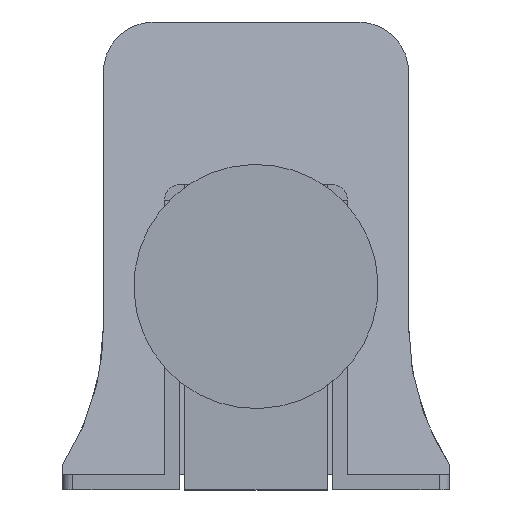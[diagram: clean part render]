
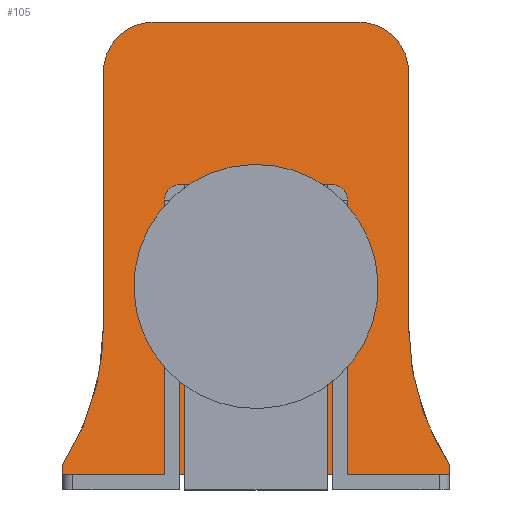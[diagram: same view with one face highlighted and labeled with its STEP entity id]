
A CAD part, front view. The second image highlights one B-rep face of the part: STEP entity #105.
In plain terms, the highlighted face is planar.
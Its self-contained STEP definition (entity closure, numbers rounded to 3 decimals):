
#62 = EDGE_CURVE ( 'NONE', #927, #928, #2830, .T. ) ;
#76 = EDGE_CURVE ( 'NONE', #912, #913, #853, .T. ) ;
#85 = EDGE_CURVE ( 'NONE', #918, #916, #1435, .T. ) ;
#88 = EDGE_CURVE ( 'NONE', #909, #908, #841, .T. ) ;
#96 = EDGE_CURVE ( 'NONE', #918, #917, #831, .T. ) ;
#99 = EDGE_CURVE ( 'NONE', #910, #909, #827, .T. ) ;
#103 = EDGE_CURVE ( 'NONE', #911, #912, #2835, .T. ) ;
#105 = ADVANCED_FACE ( 'NONE', ( #822, #821 ), #283, .F. ) ;
#111 = EDGE_CURVE ( 'NONE', #908, #907, #813, .T. ) ;
#126 = EDGE_CURVE ( 'NONE', #928, #927, #2836, .T. ) ;
#136 = EDGE_CURVE ( 'NONE', #910, #911, #1228, .T. ) ;
#140 = EDGE_CURVE ( 'NONE', #915, #916, #1267, .T. ) ;
#165 = EDGE_CURVE ( 'NONE', #907, #906, #1285, .T. ) ;
#199 = EDGE_CURVE ( 'NONE', #915, #913, #2462, .T. ) ;
#225 = EDGE_CURVE ( 'NONE', #917, #906, #2833, .T. ) ;
#261 = DIRECTION ( 'NONE',  ( -1., 0., 0. ) ) ;
#262 = CARTESIAN_POINT ( 'NONE',  ( -19., -28.5, 31.177 ) ) ;
#280 = DIRECTION ( 'NONE',  ( 0., -0.985, -0.174 ) ) ;
#281 = DIRECTION ( 'NONE',  ( 0., -0.174, 0.985 ) ) ;
#282 = CARTESIAN_POINT ( 'NONE',  ( 19., -28.5, 31.177 ) ) ;
#283 = PLANE ( 'NONE',  #1406 ) ;
#287 = CARTESIAN_POINT ( 'NONE',  ( 15., -13.935, 33.745 ) ) ;
#288 = CARTESIAN_POINT ( 'NONE',  ( 15., -18.781, 32.891 ) ) ;
#289 = CARTESIAN_POINT ( 'NONE',  ( 16.371, -23.429, 32.071 ) ) ;
#290 = CARTESIAN_POINT ( 'NONE',  ( 19., -27.5, 31.353 ) ) ;
#299 = DIRECTION ( 'NONE',  ( -1., 0., 0. ) ) ;
#300 = CARTESIAN_POINT ( 'NONE',  ( 19., -28.5, 31.177 ) ) ;
#306 = DIRECTION ( 'NONE',  ( 0., -0.985, -0.174 ) ) ;
#307 = CARTESIAN_POINT ( 'NONE',  ( -15., -28.5, 31.177 ) ) ;
#326 = DIRECTION ( 'NONE',  ( -1., 0., 0. ) ) ;
#327 = CARTESIAN_POINT ( 'NONE',  ( 19., -28.5, 31.177 ) ) ;
#333 = DIRECTION ( 'NONE',  ( 0., -0.985, -0.174 ) ) ;
#334 = DIRECTION ( 'NONE',  ( 0., 0.174, -0.985 ) ) ;
#335 = CARTESIAN_POINT ( 'NONE',  ( -10., 11.072, 38.155 ) ) ;
#360 = DIRECTION ( 'NONE',  ( 0., 0.985, 0.174 ) ) ;
#361 = CARTESIAN_POINT ( 'NONE',  ( 15., -28.5, 31.177 ) ) ;
#742 = CARTESIAN_POINT ( 'NONE',  ( 5., -10., 34.439 ) ) ;
#753 = CARTESIAN_POINT ( 'NONE',  ( -5., -10., 34.439 ) ) ;
#813 = LINE ( 'NONE', #262, #1399 ) ;
#821 = FACE_OUTER_BOUND ( 'NONE', #1826, .T. ) ;
#822 = FACE_BOUND ( 'NONE', #1791, .T. ) ;
#827 = LINE ( 'NONE', #300, #1411 ) ;
#831 = LINE ( 'NONE', #307, #1415 ) ;
#841 = LINE ( 'NONE', #327, #1425 ) ;
#853 = LINE ( 'NONE', #361, #1440 ) ;
#906 = VERTEX_POINT ( 'NONE', #1059 ) ;
#907 = VERTEX_POINT ( 'NONE', #1057 ) ;
#908 = VERTEX_POINT ( 'NONE', #1056 ) ;
#909 = VERTEX_POINT ( 'NONE', #1055 ) ;
#910 = VERTEX_POINT ( 'NONE', #1053 ) ;
#911 = VERTEX_POINT ( 'NONE', #1052 ) ;
#912 = VERTEX_POINT ( 'NONE', #1050 ) ;
#913 = VERTEX_POINT ( 'NONE', #1049 ) ;
#915 = VERTEX_POINT ( 'NONE', #1047 ) ;
#916 = VERTEX_POINT ( 'NONE', #1046 ) ;
#917 = VERTEX_POINT ( 'NONE', #1045 ) ;
#918 = VERTEX_POINT ( 'NONE', #1044 ) ;
#927 = VERTEX_POINT ( 'NONE', #753 ) ;
#928 = VERTEX_POINT ( 'NONE', #742 ) ;
#1044 = CARTESIAN_POINT ( 'NONE',  ( -15., 11.072, 38.155 ) ) ;
#1045 = CARTESIAN_POINT ( 'NONE',  ( -15., -13.935, 33.745 ) ) ;
#1046 = CARTESIAN_POINT ( 'NONE',  ( -10., 15.996, 39.023 ) ) ;
#1047 = CARTESIAN_POINT ( 'NONE',  ( 10., 15.996, 39.023 ) ) ;
#1049 = CARTESIAN_POINT ( 'NONE',  ( 15., 11.072, 38.155 ) ) ;
#1050 = CARTESIAN_POINT ( 'NONE',  ( 15., -13.935, 33.745 ) ) ;
#1052 = CARTESIAN_POINT ( 'NONE',  ( 19., -27.5, 31.353 ) ) ;
#1053 = CARTESIAN_POINT ( 'NONE',  ( 19., -28.5, 31.177 ) ) ;
#1055 = CARTESIAN_POINT ( 'NONE',  ( 7.5, -28.5, 31.177 ) ) ;
#1056 = CARTESIAN_POINT ( 'NONE',  ( -7.5, -28.5, 31.177 ) ) ;
#1057 = CARTESIAN_POINT ( 'NONE',  ( -19., -28.5, 31.177 ) ) ;
#1059 = CARTESIAN_POINT ( 'NONE',  ( -19., -27.5, 31.353 ) ) ;
#1228 = LINE ( 'NONE', #2121, #2383 ) ;
#1267 = LINE ( 'NONE', #2111, #2378 ) ;
#1285 = LINE ( 'NONE', #2041, #2338 ) ;
#1374 = CARTESIAN_POINT ( 'NONE',  ( -19., -27.5, 31.353 ) ) ;
#1375 = CARTESIAN_POINT ( 'NONE',  ( -16.371, -23.429, 32.071 ) ) ;
#1377 = CARTESIAN_POINT ( 'NONE',  ( -15., -18.781, 32.891 ) ) ;
#1380 = CARTESIAN_POINT ( 'NONE',  ( -15., -13.935, 33.745 ) ) ;
#1399 = VECTOR ( 'NONE', #261, 1000. ) ;
#1406 = AXIS2_PLACEMENT_3D ( 'NONE', #282, #281, #280 ) ;
#1411 = VECTOR ( 'NONE', #299, 1000. ) ;
#1415 = VECTOR ( 'NONE', #306, 1000. ) ;
#1425 = VECTOR ( 'NONE', #326, 1000. ) ;
#1430 = AXIS2_PLACEMENT_3D ( 'NONE', #335, #334, #333 ) ;
#1435 = CIRCLE ( 'NONE', #1430, 5. ) ;
#1440 = VECTOR ( 'NONE', #360, 1000. ) ;
#1516 = CARTESIAN_POINT ( 'NONE',  ( 5., -10., 34.439 ) ) ;
#1517 = CARTESIAN_POINT ( 'NONE',  ( 5., 0., 36.202 ) ) ;
#1518 = CARTESIAN_POINT ( 'NONE',  ( -5., 0., 36.202 ) ) ;
#1519 = CARTESIAN_POINT ( 'NONE',  ( -5., -10., 34.439 ) ) ;
#1791 = EDGE_LOOP ( 'NONE', ( #2281, #2271 ) ) ;
#1826 = EDGE_LOOP ( 'NONE', ( #2280, #2273, #2272, #2274, #2275, #2276, #2277, #2278, #2279, #2262, #2263, #2264 ) ) ;
#1892 = DIRECTION ( 'NONE',  ( 0., -0.985, -0.174 ) ) ;
#1894 = DIRECTION ( 'NONE',  ( 0., 0.174, -0.985 ) ) ;
#1895 = CARTESIAN_POINT ( 'NONE',  ( 10., 11.072, 38.155 ) ) ;
#2040 = DIRECTION ( 'NONE',  ( 0., 0.985, 0.174 ) ) ;
#2041 = CARTESIAN_POINT ( 'NONE',  ( -19., -28.5, 31.177 ) ) ;
#2070 = CARTESIAN_POINT ( 'NONE',  ( -5., -10., 34.439 ) ) ;
#2072 = CARTESIAN_POINT ( 'NONE',  ( -5., -20., 32.676 ) ) ;
#2076 = CARTESIAN_POINT ( 'NONE',  ( 5., -20., 32.676 ) ) ;
#2080 = CARTESIAN_POINT ( 'NONE',  ( 5., -10., 34.439 ) ) ;
#2108 = DIRECTION ( 'NONE',  ( -1., 0., 0. ) ) ;
#2111 = CARTESIAN_POINT ( 'NONE',  ( 19., 15.996, 39.023 ) ) ;
#2119 = DIRECTION ( 'NONE',  ( 0., 0.985, 0.174 ) ) ;
#2121 = CARTESIAN_POINT ( 'NONE',  ( 19., -28.5, 31.177 ) ) ;
#2262 = ORIENTED_EDGE ( 'NONE', *, *, #111, .T. ) ;
#2263 = ORIENTED_EDGE ( 'NONE', *, *, #165, .T. ) ;
#2264 = ORIENTED_EDGE ( 'NONE', *, *, #225, .F. ) ;
#2271 = ORIENTED_EDGE ( 'NONE', *, *, #126, .F. ) ;
#2272 = ORIENTED_EDGE ( 'NONE', *, *, #140, .F. ) ;
#2273 = ORIENTED_EDGE ( 'NONE', *, *, #85, .T. ) ;
#2274 = ORIENTED_EDGE ( 'NONE', *, *, #199, .T. ) ;
#2275 = ORIENTED_EDGE ( 'NONE', *, *, #76, .F. ) ;
#2276 = ORIENTED_EDGE ( 'NONE', *, *, #103, .F. ) ;
#2277 = ORIENTED_EDGE ( 'NONE', *, *, #136, .F. ) ;
#2278 = ORIENTED_EDGE ( 'NONE', *, *, #99, .T. ) ;
#2279 = ORIENTED_EDGE ( 'NONE', *, *, #88, .T. ) ;
#2280 = ORIENTED_EDGE ( 'NONE', *, *, #96, .F. ) ;
#2281 = ORIENTED_EDGE ( 'NONE', *, *, #62, .F. ) ;
#2338 = VECTOR ( 'NONE', #2040, 1000. ) ;
#2378 = VECTOR ( 'NONE', #2108, 1000. ) ;
#2383 = VECTOR ( 'NONE', #2119, 1000. ) ;
#2439 = AXIS2_PLACEMENT_3D ( 'NONE', #1895, #1894, #1892 ) ;
#2462 = CIRCLE ( 'NONE', #2439, 5. ) ;
#2830 =( BOUNDED_CURVE ( )  B_SPLINE_CURVE ( 3, ( #1519, #1518, #1517, #1516 ),
 .UNSPECIFIED., .F., .T. ) 
 B_SPLINE_CURVE_WITH_KNOTS ( ( 4, 4 ),
 ( 1.571, 4.712 ),
 .UNSPECIFIED. ) 
 CURVE ( )  GEOMETRIC_REPRESENTATION_ITEM ( )  RATIONAL_B_SPLINE_CURVE ( ( 1., 0.333, 0.333, 1. ) ) 
 REPRESENTATION_ITEM ( '' )  );
#2833 =( BOUNDED_CURVE ( )  B_SPLINE_CURVE ( 3, ( #1380, #1377, #1375, #1374 ),
 .UNSPECIFIED., .F., .T. ) 
 B_SPLINE_CURVE_WITH_KNOTS ( ( 4, 4 ),
 ( 4.712, 5.286 ),
 .UNSPECIFIED. ) 
 CURVE ( )  GEOMETRIC_REPRESENTATION_ITEM ( )  RATIONAL_B_SPLINE_CURVE ( ( 1., 0.973, 0.973, 1. ) ) 
 REPRESENTATION_ITEM ( '' )  );
#2835 =( BOUNDED_CURVE ( )  B_SPLINE_CURVE ( 3, ( #290, #289, #288, #287 ),
 .UNSPECIFIED., .F., .T. ) 
 B_SPLINE_CURVE_WITH_KNOTS ( ( 4, 4 ),
 ( 0.997, 1.571 ),
 .UNSPECIFIED. ) 
 CURVE ( )  GEOMETRIC_REPRESENTATION_ITEM ( )  RATIONAL_B_SPLINE_CURVE ( ( 1., 0.973, 0.973, 1. ) ) 
 REPRESENTATION_ITEM ( '' )  );
#2836 =( BOUNDED_CURVE ( )  B_SPLINE_CURVE ( 3, ( #2080, #2076, #2072, #2070 ),
 .UNSPECIFIED., .F., .T. ) 
 B_SPLINE_CURVE_WITH_KNOTS ( ( 4, 4 ),
 ( 4.712, 7.854 ),
 .UNSPECIFIED. ) 
 CURVE ( )  GEOMETRIC_REPRESENTATION_ITEM ( )  RATIONAL_B_SPLINE_CURVE ( ( 1., 0.333, 0.333, 1. ) ) 
 REPRESENTATION_ITEM ( '' )  );
